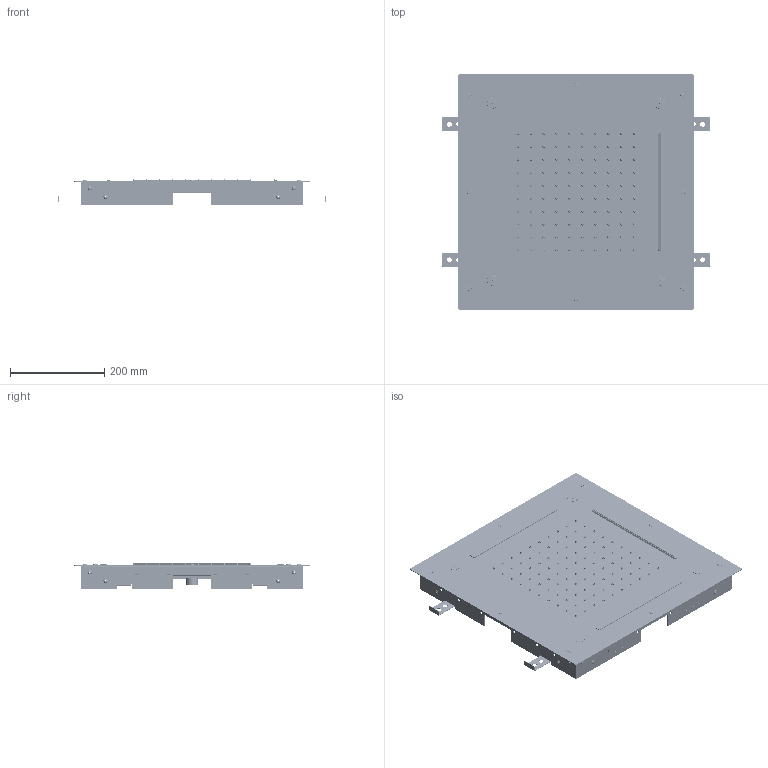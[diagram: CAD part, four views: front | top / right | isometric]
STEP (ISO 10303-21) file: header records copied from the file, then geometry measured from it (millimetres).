
FILE_DESCRIPTION(('STEP AP214'),'1');
FILE_NAME('Art.71233.stp','2020-09-18T06:21:09',(' '),(' '),'Spatial InterOp 3D',' ',' ');
FILE_SCHEMA(('AUTOMOTIVE_DESIGN { 1 0 10303 214 1 1 1 1 }'));
Length unit declared in the file: millimetre
Products named in the file (78): Art.71233; ASSEM1; S.00207; S.00110; S.00340; P.00100; 22311; T.RA003; 22312; M-1755; A.00075; GrNNew Int.; A.00081; A.00082; T.RA069; T.RA063; 21313; S.00180; 23006; M.20702; M-20696; M-20697; M-20698; GrLED; 22752; STRIPS1000RGB; Seg. Guaina; Seg. LED; 22751; S.00420; S.00185; 23011; S.00104; S.00317; GrR; 21656; 23009; 23010; 23025
Assembly tree (242 placements, depth 4):
  Art.71233
    ASSEM1
    S.00207  x4
      ASSEM1
      S.00207
    S.00110  x4
    S.00340  x14
      ASSEM1
      (unnamed)
      (unnamed)
      (unnamed)
      (unnamed)
      S.00340
    22311
      P.00100  x100
        ASSEM1
        (unnamed)
        (unnamed)
        P.00100
      T.RA003
        ASSEM1
        (unnamed)
        T.RA003
      22312
      M-1755
    GrNNew Int.  x4
      A.00075
        ASSEM1
        A.00075
      A.00081
        ASSEM1
        A.00081
      A.00082
      T.RA069
        ASSEM1
        (unnamed)
        T.RA069
    T.RA063  x8
      ASSEM1
      T.RA063
    21313
    S.00180  x6
    23006
    M.20702
      M-20696
      M-20697
      T.RA003
        ASSEM1
        (unnamed)
        T.RA003
      M-20698
    GrLED  x2
      S.00180
      S.00340
        ASSEM1
        (unnamed)
        (unnamed)
        (unnamed)
        (unnamed)
        S.00340
Bounding box: 568 x 500 x 56.46 mm (x, y, z)
Volume: 1096219.4 mm3; surface area: 1774331 mm2
Topology: 237 solids, 237 shells, 6258 faces, 14908 edges, 9425 vertices
Faces by surface type: plane 2259, cylinder 1935, torus 1266, bspline 408, cone 234, sphere 156
Full cylindrical faces by diameter (mm): 0.4 x18, 1 x4, 1.5 x104, 1.7 x100, 2.6 x16, 3 x30, 3.1 x100, 3.3 x114, 4 x18, 4.2 x12, 4.4 x4, 4.5 x4, 4.6 x18, 4.8 x16, 5 x224, 5.2 x40, 6 x32, 6.2 x40, 6.5 x4, 6.6 x2, 6.9 x12, 7 x8, 8.2 x12, 8.566 x4, 9.5 x4, 10 x108, 10.5 x8, 12 x4, 14 x2, 14.95 x4
Entity records: 68380 total; most frequent: CARTESIAN_POINT 9992, DIRECTION 8533, ORIENTED_EDGE 7048, EDGE_CURVE 3524, AXIS2_PLACEMENT_3D 3324, EDGE_LOOP 2586, VERTEX_POINT 2448, FACE_OUTER_BOUND 1889
